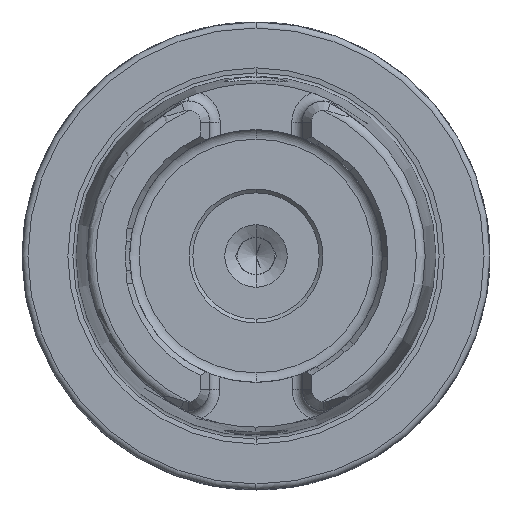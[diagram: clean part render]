
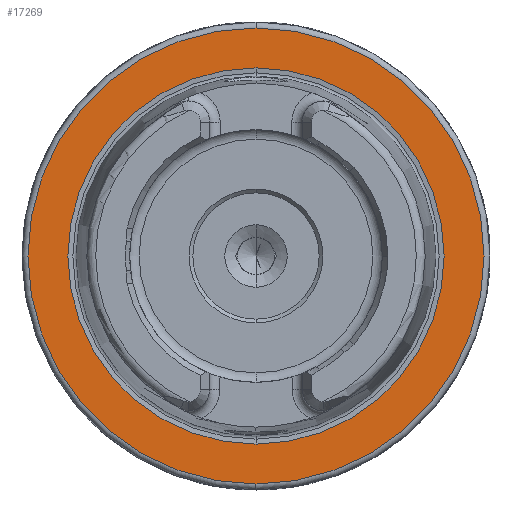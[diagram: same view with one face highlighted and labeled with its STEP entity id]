
A CAD part, left-side view. The second image highlights one B-rep face of the part: STEP entity #17269.
In plain terms, the highlighted planar face has unit normal (-1, 0, 0).
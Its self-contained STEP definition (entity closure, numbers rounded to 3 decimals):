
#690 = DIRECTION ( 'NONE',  ( 0., 0., 1. ) ) ;
#1104 = CIRCLE ( 'NONE', #6009, 25.324 ) ;
#1898 = EDGE_CURVE ( 'NONE', #9867, #14579, #14786, .T. ) ;
#2390 = CARTESIAN_POINT ( 'NONE',  ( 0., 0., 0. ) ) ;
#2454 = DIRECTION ( 'NONE',  ( 0., 0., 1. ) ) ;
#2540 = AXIS2_PLACEMENT_3D ( 'NONE', #18316, #8233, #2454 ) ;
#2998 = EDGE_CURVE ( 'NONE', #11606, #3654, #1104, .T. ) ;
#3471 = AXIS2_PLACEMENT_3D ( 'NONE', #9467, #6655, #690 ) ;
#3654 = VERTEX_POINT ( 'NONE', #11700 ) ;
#4235 = AXIS2_PLACEMENT_3D ( 'NONE', #2390, #14002, #16653 ) ;
#4431 = AXIS2_PLACEMENT_3D ( 'NONE', #16430, #7887, #6335 ) ;
#6009 = AXIS2_PLACEMENT_3D ( 'NONE', #9923, #17145, #17210 ) ;
#6335 = DIRECTION ( 'NONE',  ( 0., 0., -1. ) ) ;
#6362 = EDGE_CURVE ( 'NONE', #14579, #9867, #11102, .T. ) ;
#6431 = EDGE_CURVE ( 'NONE', #3654, #11606, #9155, .T. ) ;
#6625 = EDGE_LOOP ( 'NONE', ( #7802, #15449 ) ) ;
#6655 = DIRECTION ( 'NONE',  ( -1., 0., 0. ) ) ;
#7322 = CARTESIAN_POINT ( 'NONE',  ( 0., 0., 30.7 ) ) ;
#7802 = ORIENTED_EDGE ( 'NONE', *, *, #1898, .T. ) ;
#7887 = DIRECTION ( 'NONE',  ( 1., 0., 0. ) ) ;
#7889 = CARTESIAN_POINT ( 'NONE',  ( 0., 0., 25.324 ) ) ;
#8233 = DIRECTION ( 'NONE',  ( -1., 0., 0. ) ) ;
#8418 = FACE_BOUND ( 'NONE', #13028, .T. ) ;
#9133 = PLANE ( 'NONE',  #4431 ) ;
#9155 = CIRCLE ( 'NONE', #4235, 25.324 ) ;
#9467 = CARTESIAN_POINT ( 'NONE',  ( 0., 0., 0. ) ) ;
#9867 = VERTEX_POINT ( 'NONE', #7322 ) ;
#9923 = CARTESIAN_POINT ( 'NONE',  ( 0., 0., 0. ) ) ;
#10850 = CARTESIAN_POINT ( 'NONE',  ( 0., 0., -30.7 ) ) ;
#11102 = CIRCLE ( 'NONE', #2540, 30.7 ) ;
#11606 = VERTEX_POINT ( 'NONE', #7889 ) ;
#11700 = CARTESIAN_POINT ( 'NONE',  ( 0., 0., -25.324 ) ) ;
#11921 = ORIENTED_EDGE ( 'NONE', *, *, #2998, .F. ) ;
#13028 = EDGE_LOOP ( 'NONE', ( #11921, #14064 ) ) ;
#14002 = DIRECTION ( 'NONE',  ( -1., 0., 0. ) ) ;
#14064 = ORIENTED_EDGE ( 'NONE', *, *, #6431, .F. ) ;
#14579 = VERTEX_POINT ( 'NONE', #10850 ) ;
#14786 = CIRCLE ( 'NONE', #3471, 30.7 ) ;
#15097 = FACE_OUTER_BOUND ( 'NONE', #6625, .T. ) ;
#15449 = ORIENTED_EDGE ( 'NONE', *, *, #6362, .T. ) ;
#16430 = CARTESIAN_POINT ( 'NONE',  ( 0., 30.7, 0. ) ) ;
#16653 = DIRECTION ( 'NONE',  ( 0., 0., 1. ) ) ;
#17145 = DIRECTION ( 'NONE',  ( -1., 0., 0. ) ) ;
#17210 = DIRECTION ( 'NONE',  ( 0., 0., 1. ) ) ;
#17269 = ADVANCED_FACE ( 'NONE', ( #8418, #15097 ), #9133, .F. ) ;
#18316 = CARTESIAN_POINT ( 'NONE',  ( 0., 0., 0. ) ) ;
